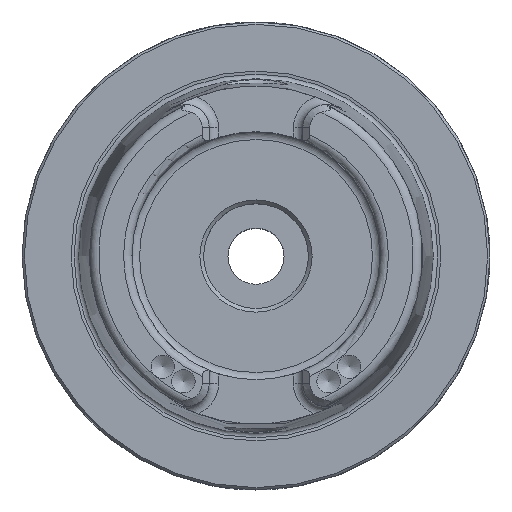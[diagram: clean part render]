
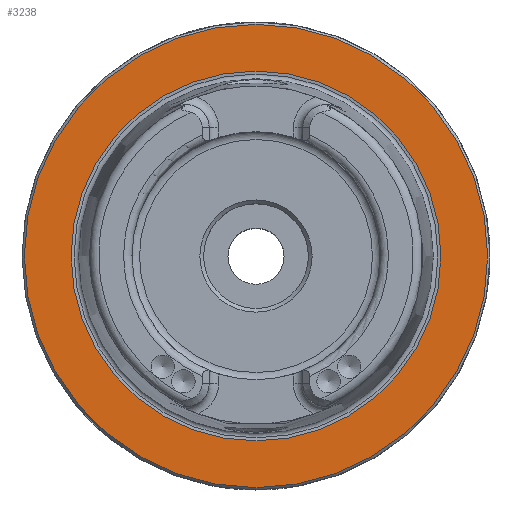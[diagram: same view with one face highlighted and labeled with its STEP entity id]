
A CAD part, top view. The second image highlights one B-rep face of the part: STEP entity #3238.
In plain terms, the highlighted planar face has unit normal (0, 0, 1).
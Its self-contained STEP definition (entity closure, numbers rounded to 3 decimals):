
#747=ORIENTED_EDGE('',*,*,#1188,.T.);
#748=ORIENTED_EDGE('',*,*,#1186,.F.);
#1186=EDGE_CURVE('',#1418,#1418,#1545,.T.);
#1188=EDGE_CURVE('',#1420,#1420,#1547,.T.);
#1418=VERTEX_POINT('',#5147);
#1420=VERTEX_POINT('',#5152);
#1545=CIRCLE('',#3478,39.511);
#1547=CIRCLE('',#3481,49.5);
#1716=EDGE_LOOP('',(#747));
#1717=EDGE_LOOP('',(#748));
#1948=FACE_BOUND('',#1716,.T.);
#1949=FACE_BOUND('',#1717,.T.);
#2090=PLANE('',#3480);
#3238=ADVANCED_FACE('',(#1948,#1949),#2090,.T.);
#3478=AXIS2_PLACEMENT_3D('',#5146,#4021,#4022);
#3480=AXIS2_PLACEMENT_3D('',#5150,#4025,#4026);
#3481=AXIS2_PLACEMENT_3D('',#5151,#4027,#4028);
#4021=DIRECTION('',(0.,0.,1.));
#4022=DIRECTION('',(1.,0.,0.));
#4025=DIRECTION('',(0.,0.,1.));
#4026=DIRECTION('',(1.,0.,0.));
#4027=DIRECTION('',(0.,0.,1.));
#4028=DIRECTION('',(1.,0.,0.));
#5146=CARTESIAN_POINT('',(0.,0.,0.));
#5147=CARTESIAN_POINT('',(39.511,0.,0.));
#5150=CARTESIAN_POINT('',(49.5,0.,0.));
#5151=CARTESIAN_POINT('',(0.,0.,0.));
#5152=CARTESIAN_POINT('',(49.5,0.,0.));
